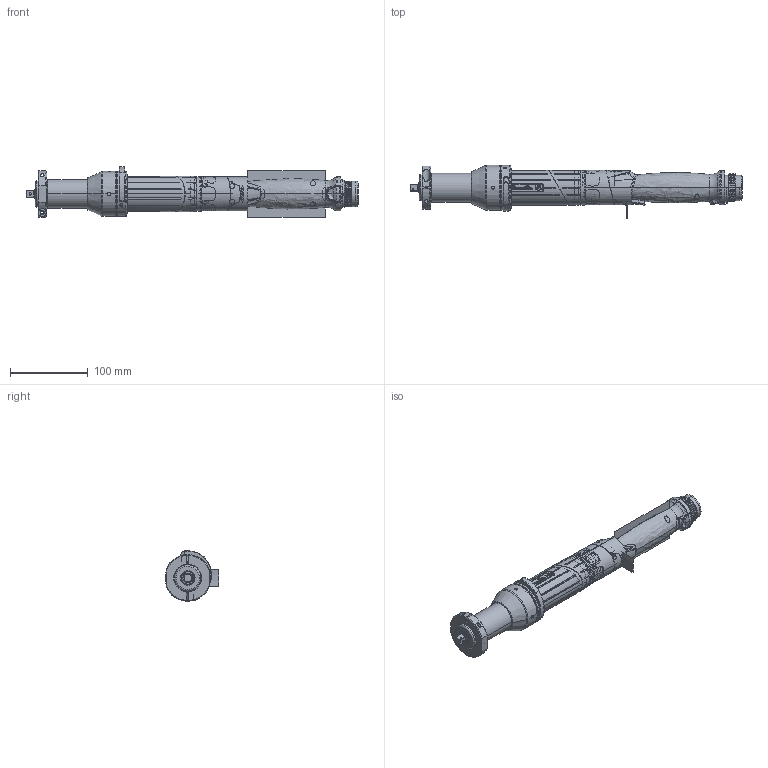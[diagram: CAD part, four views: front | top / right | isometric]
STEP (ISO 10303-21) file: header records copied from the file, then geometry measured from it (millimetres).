
FILE_DESCRIPTION((''),'2;1');
FILE_NAME('6151656140_EID25-1200_ASM','2011-11-07T',('greextsd'),(''),'PRO/ENGINEER BY PARAMETRIC TECHNOLOGY CORPORATION, 2010330','PRO/ENGINEER BY PARAMETRIC TECHNOLOGY CORPORATION, 2010330','');
FILE_SCHEMA(('CONFIG_CONTROL_DESIGN'));
Products named in the file (26): 6155840540_APC; 6155731720_APC; 6155731730_APC; 6158713220_APC; 6158713170_APC; 6158728700_APC; 6155731750_APC_ASM; 6155654070_APC; 6157581040_01_APC; 6157581040_02_APC; 6157581040_03_APC; 6157581040_04_APC; 6157581040_APC_ASM; 6155210670_APC; 6155954480_APC; 6153972750_APC_ASM; 6156101380_APC; 6153031472_APC; 6155731830_APC; 6153100590_APC; 6153031462_APC; 6153100600_APC; 6153100610_APC; POIGNEE_CVI3_APC_ASM; 6153978120-6156731770_START; 6151656140_EID25-1200_ASM
Assembly tree (30 placements, depth 4):
  6151656140_EID25-1200_ASM
    6155840540_APC
    6155731720_APC
    6155731750_APC_ASM
      6155731730_APC
      6158713220_APC
      6158713170_APC
      6158728700_APC
    6153972750_APC_ASM
      6155654070_APC
      6157581040_APC_ASM
        6157581040_01_APC
        6157581040_02_APC
        6157581040_03_APC
        6157581040_04_APC
      6155210670_APC
      6155954480_APC  x2
    POIGNEE_CVI3_APC_ASM
      6156101380_APC  x4
      6153031472_APC
      6155731830_APC  x2
      6153100590_APC
      6153031462_APC
      6153100600_APC
      6153100610_APC
    6153978120-6156731770_START
Bounding box: 428.2 x 69 x 64.98 mm (x, y, z)
Volume: 179317.9 mm3; surface area: 409646.1 mm2
Topology: 26 solids, 209 shells, 3362 faces, 14972 edges, 11828 vertices
Faces by surface type: cylinder 1091, plane 937, extrusion 476, bspline 452, cone 257, torus 142, sphere 7
Entity records: 214194 total; most frequent: CARTESIAN_POINT 98139, ORIENTED_EDGE 22445, DIRECTION 21610, EDGE_CURVE 14576, VERTEX_POINT 11589, AXIS2_PLACEMENT_3D 7519, VECTOR 6572, LINE 6096
